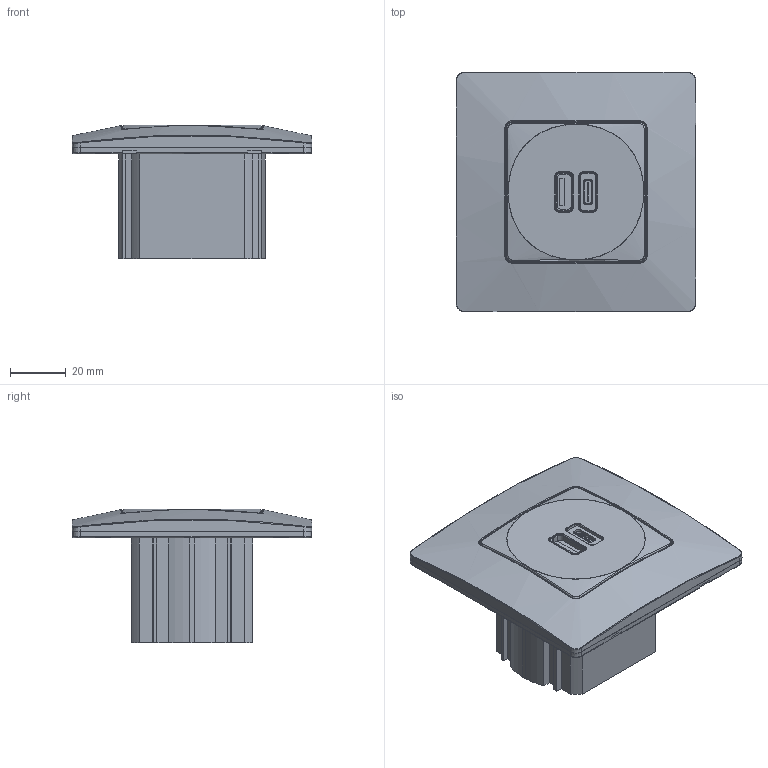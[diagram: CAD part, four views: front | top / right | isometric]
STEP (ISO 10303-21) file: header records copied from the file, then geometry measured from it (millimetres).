
FILE_DESCRIPTION (( 'STEP AP203' ), '1' );
FILE_NAME ('Rozetka_USB2_A_C.STEP', '2025-06-26T07:37:27', ( '' ), ( '' ), 'SwSTEP 2.0', 'SolidWorks 2022', '' );
FILE_SCHEMA (( 'CONFIG_CONTROL_DESIGN' ));
Length unit declared in the file: millimetre
Products named in the file (1): Rozetka_USB2_A_C
Bounding box: 86 x 86 x 47.9 mm (x, y, z)
Volume: 137845.4 mm3; surface area: 27773.8 mm2
Topology: 1 solids, 15 shells, 671 faces, 1744 edges, 1116 vertices
Faces by surface type: plane 421, cylinder 116, bspline 91, cone 35, torus 8
Entity records: 28773 total; most frequent: CARTESIAN_POINT 13302, ORIENTED_EDGE 3488, DIRECTION 2763, EDGE_CURVE 1744, VECTOR 1129, LINE 1129, VERTEX_POINT 1116, AXIS2_PLACEMENT_3D 817
